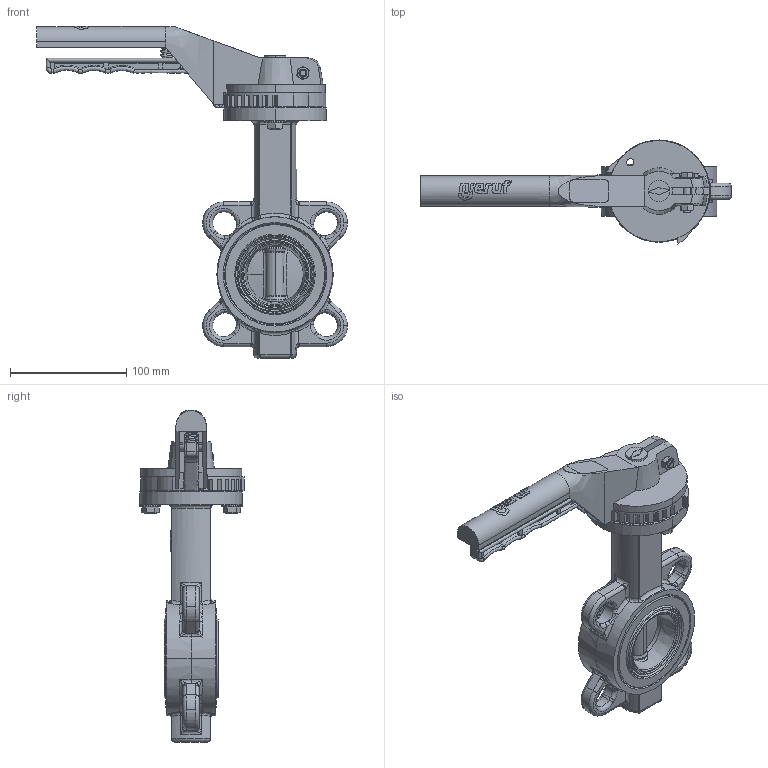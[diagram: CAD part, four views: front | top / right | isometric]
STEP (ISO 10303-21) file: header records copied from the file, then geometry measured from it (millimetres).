
FILE_DESCRIPTION(('HOOPS Exchange Step'),'2;1');
FILE_NAME('AK0810_DN50_Handhebel.stp','2025-08-07T13:23:19+02:00',('nieru'),('Unknown organisation'),'HOOPS Exchange 2024.2','HOOPS Exchange','Unknown authorisation');
FILE_SCHEMA( ('AP203_CONFIGURATION_CONTROLLED_3D_DESIGN_OF_MECHANICAL_PARTS_AND_ASSEMBLIES_MIM_LF') );
Length unit declared in the file: millimetre
Products named in the file (2): 0; root
Assembly tree (1 placements, depth 2):
  root
    0
Bounding box: 267.19 x 89.53 x 285.5 mm (x, y, z)
Volume: 686888.7 mm3; surface area: 216094.5 mm2
Topology: 20 solids, 20 shells, 1825 faces, 4607 edges, 2815 vertices
Faces by surface type: plane 590, cylinder 546, torus 280, bspline 222, cone 171, sphere 16
Entity records: 87808 total; most frequent: CARTESIAN_POINT 46054, ORIENTED_EDGE 9140, DIRECTION 8263, EDGE_CURVE 4570, AXIS2_PLACEMENT_3D 3291, VERTEX_POINT 2815, EDGE_LOOP 1955, FACE_BOUND 1955
